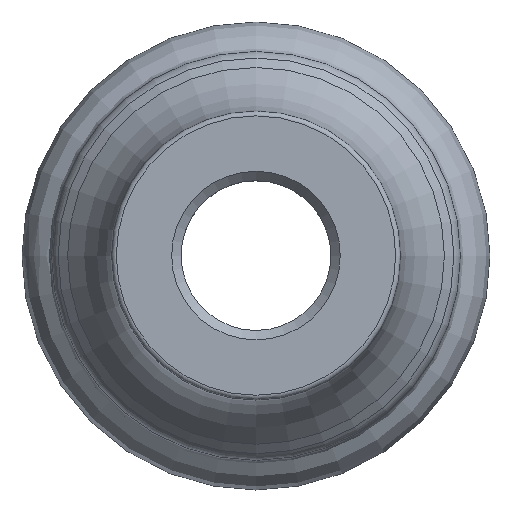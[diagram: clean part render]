
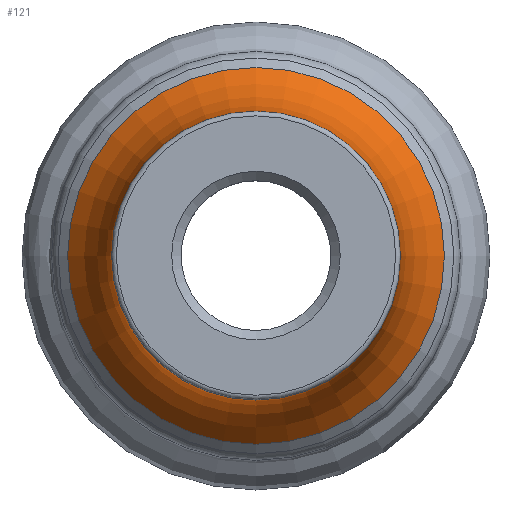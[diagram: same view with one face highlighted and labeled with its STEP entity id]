
A CAD part, top view. The second image highlights one B-rep face of the part: STEP entity #121.
In plain terms, the highlighted toroidal (fillet/blend) face has major radius 62.922 mm and minor radius 32.072 mm.
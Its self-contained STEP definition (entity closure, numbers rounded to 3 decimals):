
#121=ADVANCED_FACE('',(#157,#158),#147,.F.);
#147=TOROIDAL_SURFACE('',#516,62.922,32.072);
#157=FACE_BOUND('',#208,.T.);
#158=FACE_BOUND('',#209,.T.);
#208=EDGE_LOOP('',(#258));
#209=EDGE_LOOP('',(#259));
#258=ORIENTED_EDGE('',*,*,#334,.F.);
#259=ORIENTED_EDGE('',*,*,#335,.T.);
#308=VERTEX_POINT('',#725);
#309=VERTEX_POINT('',#727);
#334=EDGE_CURVE('',#308,#308,#359,.T.);
#335=EDGE_CURVE('',#309,#309,#360,.T.);
#359=CIRCLE('',#514,40.253);
#360=CIRCLE('',#515,30.85);
#514=AXIS2_PLACEMENT_3D('',#724,#591,#592);
#515=AXIS2_PLACEMENT_3D('',#726,#593,#594);
#516=AXIS2_PLACEMENT_3D('',#728,#595,#596);
#591=DIRECTION('',(0.,0.,-1.));
#592=DIRECTION('',(0.,-1.,0.));
#593=DIRECTION('',(0.,0.,-1.));
#594=DIRECTION('',(0.,-1.,0.));
#595=DIRECTION('',(0.,0.,-1.));
#596=DIRECTION('',(0.,1.,0.));
#724=CARTESIAN_POINT('',(0.,0.,-37.594));
#725=CARTESIAN_POINT('',(0.,-40.253,-37.594));
#726=CARTESIAN_POINT('',(0.,0.,-14.907));
#727=CARTESIAN_POINT('',(0.,-30.85,-14.907));
#728=CARTESIAN_POINT('',(0.,0.,-14.907));
